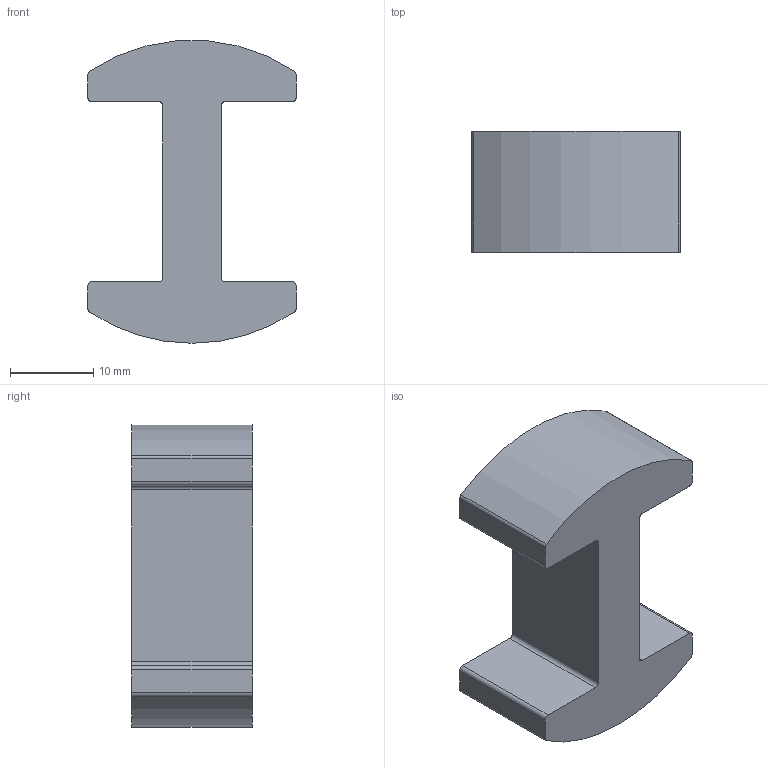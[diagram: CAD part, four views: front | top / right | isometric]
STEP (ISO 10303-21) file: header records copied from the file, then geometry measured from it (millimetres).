
FILE_DESCRIPTION (( 'STEP AP203' ), '1' );
FILE_NAME ('80571-P-20.step', '2019-04-04T07:03:15', ( '' ), ( '' ), 'SwSTEP 2.0', 'SolidWorks 2015', '' );
FILE_SCHEMA (( 'CONFIG_CONTROL_DESIGN' ));
Length unit declared in the file: millimetre
Products named in the file (1): 80571-P-20
Bounding box: 25 x 14.5 x 36.31 mm (x, y, z)
Volume: 6648.2 mm3; surface area: 3017.5 mm2
Topology: 1 solids, 1 shells, 251 faces, 669 edges, 446 vertices
Faces by surface type: plane 135, bspline 101, cylinder 15
Entity records: 13136 total; most frequent: CARTESIAN_POINT 7460, ORIENTED_EDGE 1338, DIRECTION 799, EDGE_CURVE 669, VERTEX_POINT 446, VECTOR 437, LINE 437, EDGE_LOOP 277
